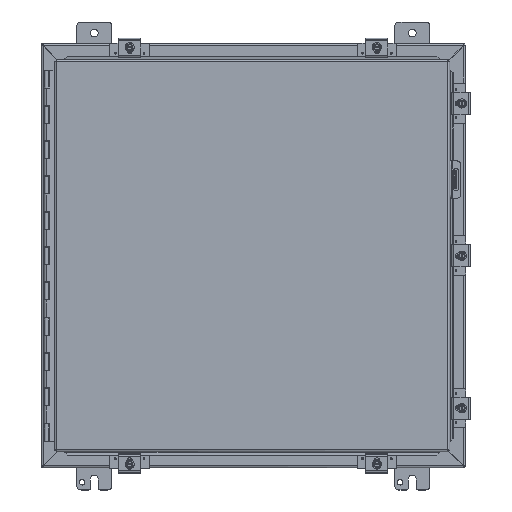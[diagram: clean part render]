
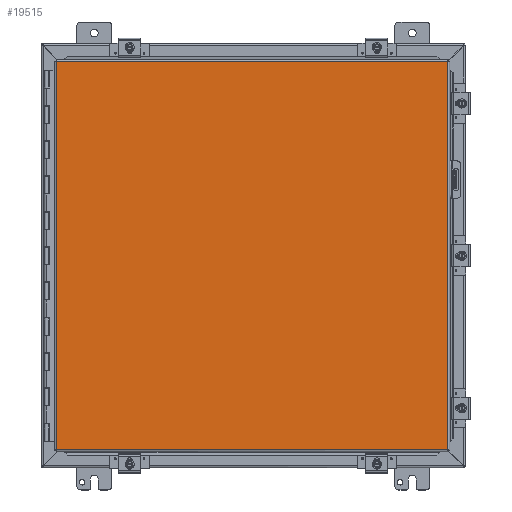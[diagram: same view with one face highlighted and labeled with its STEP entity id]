
A CAD part, top view. The second image highlights one B-rep face of the part: STEP entity #19515.
In plain terms, the highlighted face is planar.
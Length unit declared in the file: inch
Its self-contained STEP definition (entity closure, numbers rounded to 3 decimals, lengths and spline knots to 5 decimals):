
#2672 = EDGE_CURVE ( 'NONE', #13764, #48774, #19476, .T. ) ;
#2976 = DIRECTION ( 'NONE',  ( -1., 0., 0. ) ) ;
#4345 = CARTESIAN_POINT ( 'NONE',  ( 0., 0., 0. ) ) ;
#5553 = AXIS2_PLACEMENT_3D ( 'NONE', #4345, #31211, #8210 ) ;
#8033 = PLANE ( 'NONE',  #5553 ) ;
#8210 = DIRECTION ( 'NONE',  ( 1., 0., 0. ) ) ;
#9052 = CARTESIAN_POINT ( 'NONE',  ( -11.08225, -10.9885, 0. ) ) ;
#11355 = VERTEX_POINT ( 'NONE', #38986 ) ;
#11478 = CARTESIAN_POINT ( 'NONE',  ( 11.08225, 10.9885, 0. ) ) ;
#13434 = VERTEX_POINT ( 'NONE', #20034 ) ;
#13517 = CARTESIAN_POINT ( 'NONE',  ( -11.08225, 10.9885, 0. ) ) ;
#13764 = VERTEX_POINT ( 'NONE', #9052 ) ;
#15006 = ORIENTED_EDGE ( 'NONE', *, *, #46137, .T. ) ;
#15432 = VECTOR ( 'NONE', #2976, 39.37008 ) ;
#18906 = ORIENTED_EDGE ( 'NONE', *, *, #19963, .T. ) ;
#18999 = FACE_OUTER_BOUND ( 'NONE', #42064, .T. ) ;
#19476 = LINE ( 'NONE', #46611, #28583 ) ;
#19515 = ADVANCED_FACE ( 'NONE', ( #18999 ), #8033, .F. ) ;
#19963 = EDGE_CURVE ( 'NONE', #13434, #11355, #22577, .T. ) ;
#20034 = CARTESIAN_POINT ( 'NONE',  ( 11.08225, 10.9885, 0. ) ) ;
#21772 = CARTESIAN_POINT ( 'NONE',  ( -11.08225, 10.9885, 0. ) ) ;
#22169 = LINE ( 'NONE', #13517, #41687 ) ;
#22470 = ORIENTED_EDGE ( 'NONE', *, *, #2672, .T. ) ;
#22577 = LINE ( 'NONE', #11478, #42098 ) ;
#28583 = VECTOR ( 'NONE', #46957, 39.37008 ) ;
#31211 = DIRECTION ( 'NONE',  ( 0., 0., 1. ) ) ;
#33718 = CARTESIAN_POINT ( 'NONE',  ( 11.08225, -10.9885, 0. ) ) ;
#38986 = CARTESIAN_POINT ( 'NONE',  ( 11.08225, -10.9885, 0. ) ) ;
#41207 = DIRECTION ( 'NONE',  ( 1., 0., 0. ) ) ;
#41687 = VECTOR ( 'NONE', #41207, 39.37008 ) ;
#42024 = ORIENTED_EDGE ( 'NONE', *, *, #48766, .T. ) ;
#42064 = EDGE_LOOP ( 'NONE', ( #22470, #42024, #18906, #15006 ) ) ;
#42098 = VECTOR ( 'NONE', #42337, 39.37008 ) ;
#42337 = DIRECTION ( 'NONE',  ( 0., -1., 0. ) ) ;
#46137 = EDGE_CURVE ( 'NONE', #11355, #13764, #47745, .T. ) ;
#46611 = CARTESIAN_POINT ( 'NONE',  ( -11.08225, -10.9885, 0. ) ) ;
#46957 = DIRECTION ( 'NONE',  ( 0., 1., 0. ) ) ;
#47745 = LINE ( 'NONE', #33718, #15432 ) ;
#48766 = EDGE_CURVE ( 'NONE', #48774, #13434, #22169, .T. ) ;
#48774 = VERTEX_POINT ( 'NONE', #21772 ) ;
